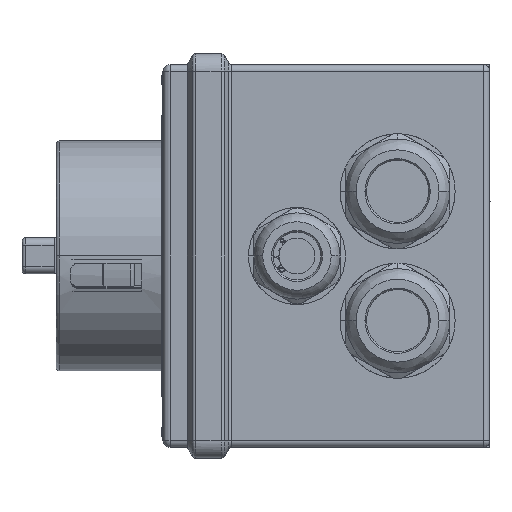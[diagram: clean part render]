
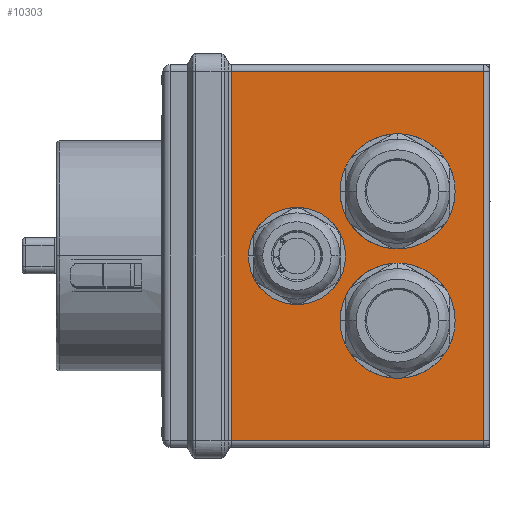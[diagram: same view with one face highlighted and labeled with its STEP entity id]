
A CAD part, left-side view. The second image highlights one B-rep face of the part: STEP entity #10303.
In plain terms, the highlighted planar face has unit normal (-1, 0, 0).
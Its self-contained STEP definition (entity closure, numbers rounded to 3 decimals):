
#1105 = AXIS2_PLACEMENT_3D ( 'NONE', #53722, #83631, #38487 ) ;
#1324 = EDGE_LOOP ( 'NONE', ( #71998, #51951 ) ) ;
#1562 = CARTESIAN_POINT ( 'NONE',  ( -53.447, -5.323, 0. ) ) ;
#1891 = VECTOR ( 'NONE', #66495, 1000. ) ;
#2714 = VERTEX_POINT ( 'NONE', #10359 ) ;
#3766 = DIRECTION ( 'NONE',  ( -1., 0., 0. ) ) ;
#7248 = ORIENTED_EDGE ( 'NONE', *, *, #24639, .T. ) ;
#7514 = VERTEX_POINT ( 'NONE', #63898 ) ;
#9425 = AXIS2_PLACEMENT_3D ( 'NONE', #64410, #56833, #27131 ) ;
#10031 = FACE_BOUND ( 'NONE', #45595, .T. ) ;
#10303 = ADVANCED_FACE ( 'NONE', ( #10031, #53583, #82983, #15870 ), #54263, .T. ) ;
#10359 = CARTESIAN_POINT ( 'NONE',  ( -53.447, -47.823, -18. ) ) ;
#14259 = EDGE_CURVE ( 'NONE', #26019, #80503, #78483, .T. ) ;
#14701 = AXIS2_PLACEMENT_3D ( 'NONE', #19134, #79317, #35212 ) ;
#15106 = ORIENTED_EDGE ( 'NONE', *, *, #34682, .T. ) ;
#15851 = CARTESIAN_POINT ( 'NONE',  ( -53.447, -58.823, 51.4 ) ) ;
#15870 = FACE_OUTER_BOUND ( 'NONE', #61689, .T. ) ;
#16224 = CIRCLE ( 'NONE', #14701, 14.5 ) ;
#18161 = LINE ( 'NONE', #76487, #19388 ) ;
#19134 = CARTESIAN_POINT ( 'NONE',  ( -53.447, -33.323, -18. ) ) ;
#19161 = CARTESIAN_POINT ( 'NONE',  ( -53.447, -33.323, 18. ) ) ;
#19388 = VECTOR ( 'NONE', #46482, 1000. ) ;
#22220 = AXIS2_PLACEMENT_3D ( 'NONE', #1562, #54204, #39248 ) ;
#22964 = DIRECTION ( 'NONE',  ( 0., 0., 1. ) ) ;
#23301 = CARTESIAN_POINT ( 'NONE',  ( -53.447, -58.823, -53.2 ) ) ;
#23476 = VERTEX_POINT ( 'NONE', #60568 ) ;
#24493 = CIRCLE ( 'NONE', #9425, 12. ) ;
#24639 = EDGE_CURVE ( 'NONE', #23476, #83323, #78376, .T. ) ;
#26019 = VERTEX_POINT ( 'NONE', #49871 ) ;
#27043 = DIRECTION ( 'NONE',  ( 0., 0., 1. ) ) ;
#27131 = DIRECTION ( 'NONE',  ( 0., 1., 0. ) ) ;
#32533 = VERTEX_POINT ( 'NONE', #64765 ) ;
#32705 = DIRECTION ( 'NONE',  ( 0., 0., -1. ) ) ;
#32716 = ORIENTED_EDGE ( 'NONE', *, *, #64694, .F. ) ;
#34682 = EDGE_CURVE ( 'NONE', #83323, #79692, #18161, .T. ) ;
#35212 = DIRECTION ( 'NONE',  ( 0., 0., 1. ) ) ;
#36911 = CIRCLE ( 'NONE', #22220, 12. ) ;
#38452 = CARTESIAN_POINT ( 'NONE',  ( -53.447, -47.823, 18. ) ) ;
#38487 = DIRECTION ( 'NONE',  ( 0., 0., 1. ) ) ;
#39248 = DIRECTION ( 'NONE',  ( 0., 1., 0. ) ) ;
#44997 = CIRCLE ( 'NONE', #1105, 14.5 ) ;
#45595 = EDGE_LOOP ( 'NONE', ( #75313, #72756 ) ) ;
#45604 = CARTESIAN_POINT ( 'NONE',  ( -53.447, 12.806, 51.4 ) ) ;
#45982 = EDGE_CURVE ( 'NONE', #90824, #23476, #62479, .T. ) ;
#46482 = DIRECTION ( 'NONE',  ( 0., 0., 1. ) ) ;
#49871 = CARTESIAN_POINT ( 'NONE',  ( -53.447, -18.823, 18. ) ) ;
#49972 = DIRECTION ( 'NONE',  ( -1., 0., 0. ) ) ;
#50035 = CARTESIAN_POINT ( 'NONE',  ( -53.447, -18.823, -18. ) ) ;
#51346 = CARTESIAN_POINT ( 'NONE',  ( -53.447, -58.823, -51.4 ) ) ;
#51516 = EDGE_LOOP ( 'NONE', ( #67203, #32716 ) ) ;
#51951 = ORIENTED_EDGE ( 'NONE', *, *, #93704, .F. ) ;
#53583 = FACE_BOUND ( 'NONE', #51516, .T. ) ;
#53722 = CARTESIAN_POINT ( 'NONE',  ( -53.447, -33.323, -18. ) ) ;
#54204 = DIRECTION ( 'NONE',  ( -1., 0., 0. ) ) ;
#54220 = CARTESIAN_POINT ( 'NONE',  ( -53.447, -57.323, 51.4 ) ) ;
#54263 = PLANE ( 'NONE',  #91386 ) ;
#56833 = DIRECTION ( 'NONE',  ( -1., 0., 0. ) ) ;
#57264 = CARTESIAN_POINT ( 'NONE',  ( -53.447, -33.323, 18. ) ) ;
#57708 = AXIS2_PLACEMENT_3D ( 'NONE', #19161, #3766, #27043 ) ;
#60568 = CARTESIAN_POINT ( 'NONE',  ( -53.447, 12.806, -51.4 ) ) ;
#61689 = EDGE_LOOP ( 'NONE', ( #7248, #15106, #64413, #95061 ) ) ;
#62479 = LINE ( 'NONE', #93569, #74280 ) ;
#63743 = EDGE_CURVE ( 'NONE', #80503, #26019, #73467, .T. ) ;
#63898 = CARTESIAN_POINT ( 'NONE',  ( -53.447, -17.323, 0. ) ) ;
#64410 = CARTESIAN_POINT ( 'NONE',  ( -53.447, -5.323, 0. ) ) ;
#64413 = ORIENTED_EDGE ( 'NONE', *, *, #87218, .T. ) ;
#64694 = EDGE_CURVE ( 'NONE', #2714, #74254, #44997, .T. ) ;
#64765 = CARTESIAN_POINT ( 'NONE',  ( -53.447, 6.677, 0. ) ) ;
#64884 = DIRECTION ( 'NONE',  ( 0., 0., 1. ) ) ;
#66495 = DIRECTION ( 'NONE',  ( 0., -1., 0. ) ) ;
#67203 = ORIENTED_EDGE ( 'NONE', *, *, #85529, .F. ) ;
#71998 = ORIENTED_EDGE ( 'NONE', *, *, #90419, .F. ) ;
#72756 = ORIENTED_EDGE ( 'NONE', *, *, #63743, .F. ) ;
#73467 = CIRCLE ( 'NONE', #57708, 14.5 ) ;
#74254 = VERTEX_POINT ( 'NONE', #50035 ) ;
#74280 = VECTOR ( 'NONE', #32705, 1000. ) ;
#75313 = ORIENTED_EDGE ( 'NONE', *, *, #14259, .F. ) ;
#76487 = CARTESIAN_POINT ( 'NONE',  ( -53.447, -57.323, -53.2 ) ) ;
#78376 = LINE ( 'NONE', #51346, #1891 ) ;
#78483 = CIRCLE ( 'NONE', #97285, 14.5 ) ;
#79317 = DIRECTION ( 'NONE',  ( -1., 0., 0. ) ) ;
#79692 = VERTEX_POINT ( 'NONE', #54220 ) ;
#80503 = VERTEX_POINT ( 'NONE', #38452 ) ;
#82507 = LINE ( 'NONE', #15851, #96660 ) ;
#82983 = FACE_BOUND ( 'NONE', #1324, .T. ) ;
#83323 = VERTEX_POINT ( 'NONE', #88116 ) ;
#83631 = DIRECTION ( 'NONE',  ( -1., 0., 0. ) ) ;
#85529 = EDGE_CURVE ( 'NONE', #74254, #2714, #16224, .T. ) ;
#87218 = EDGE_CURVE ( 'NONE', #79692, #90824, #82507, .T. ) ;
#88116 = CARTESIAN_POINT ( 'NONE',  ( -53.447, -57.323, -51.4 ) ) ;
#90419 = EDGE_CURVE ( 'NONE', #7514, #32533, #24493, .T. ) ;
#90744 = DIRECTION ( 'NONE',  ( -1., 0., 0. ) ) ;
#90824 = VERTEX_POINT ( 'NONE', #45604 ) ;
#91386 = AXIS2_PLACEMENT_3D ( 'NONE', #23301, #90744, #22964 ) ;
#93569 = CARTESIAN_POINT ( 'NONE',  ( -53.447, 12.806, -53.2 ) ) ;
#93704 = EDGE_CURVE ( 'NONE', #32533, #7514, #36911, .T. ) ;
#95061 = ORIENTED_EDGE ( 'NONE', *, *, #45982, .T. ) ;
#96660 = VECTOR ( 'NONE', #97454, 1000. ) ;
#97285 = AXIS2_PLACEMENT_3D ( 'NONE', #57264, #49972, #64884 ) ;
#97454 = DIRECTION ( 'NONE',  ( 0., 1., 0. ) ) ;
